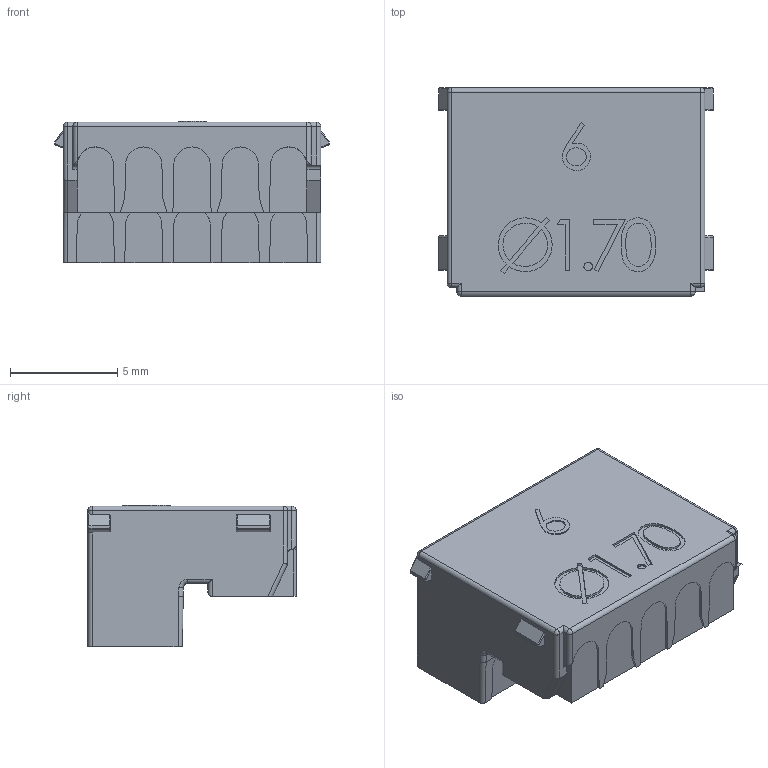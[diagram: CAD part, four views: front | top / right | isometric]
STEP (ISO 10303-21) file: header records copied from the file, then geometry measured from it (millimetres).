
FILE_DESCRIPTION (( 'STEP AP203' ), '1' );
FILE_NAME ('Customer-BB1431P188.STEP', '2020-05-26T00:03:44', ( '' ), ( '' ), 'SwSTEP 2.0', 'SolidWorks 2018', '' );
FILE_SCHEMA (( 'CONFIG_CONTROL_DESIGN' ));
Length unit declared in the file: millimetre
Products named in the file (1): Customer-BB1431P188
Bounding box: 12.8 x 9.7 x 6.6 mm (x, y, z)
Volume: 594.2 mm3; surface area: 509.2 mm2
Topology: 1 solids, 1 shells, 280 faces, 725 edges, 442 vertices
Faces by surface type: plane 130, cylinder 72, bspline 34, sphere 22, cone 20, torus 2
Entity records: 10317 total; most frequent: CARTESIAN_POINT 3842, ORIENTED_EDGE 1406, DIRECTION 1208, EDGE_CURVE 703, VERTEX_POINT 442, LINE 436, VECTOR 436, AXIS2_PLACEMENT_3D 386
